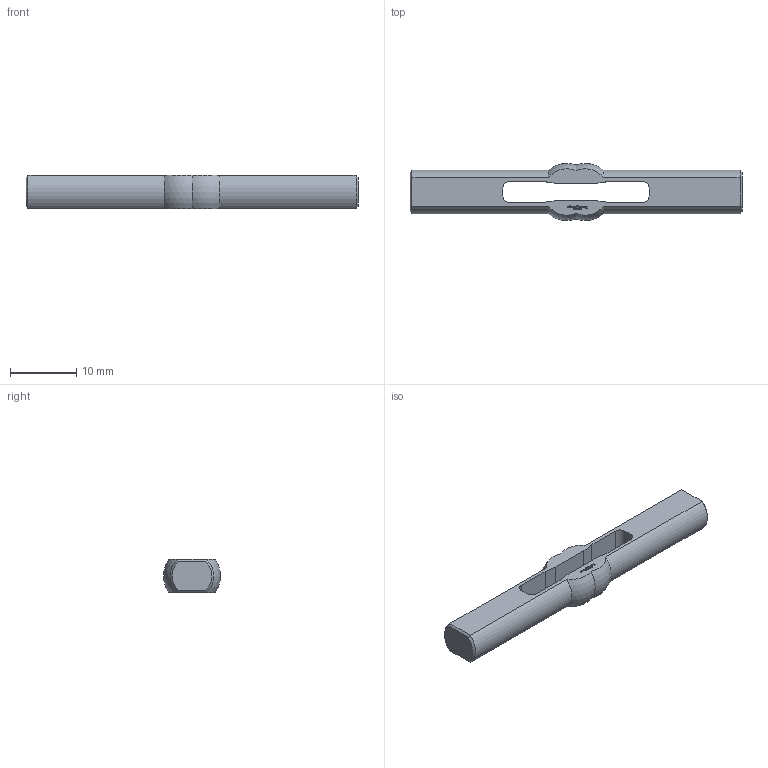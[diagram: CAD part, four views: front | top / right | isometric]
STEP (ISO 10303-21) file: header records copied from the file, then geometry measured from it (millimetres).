
FILE_DESCRIPTION(('FreeCAD Model'),'2;1');
FILE_NAME('Open CASCADE Shape Model','2022-07-07T22:27:21',(''),(''), 'Open CASCADE STEP processor 7.5','FreeCAD','Unknown');
FILE_SCHEMA(('AUTOMOTIVE_DESIGN { 1 0 10303 214 1 1 1 1 }'));
Length unit declared in the file: millimetre
Products named in the file (1): Pin SPP INR LCT BDR BU01.00x01.50 - SPN-PIN-0098
Bounding box: 50 x 8.57 x 5 mm (x, y, z)
Volume: 1219 mm3; surface area: 1201.1 mm2
Topology: 1 solids, 1 shells, 507 faces, 1414 edges, 940 vertices
Faces by surface type: plane 334, bspline 157, cylinder 8, cone 4, sphere 4
Entity records: 36446 total; most frequent: CARTESIAN_POINT 10249, DIRECTION 3988, LINE 3218, VECTOR 3218, ORIENTED_EDGE 2828, PCURVE 2828, DEFINITIONAL_REPRESENTATION 2828, EDGE_CURVE 1414
